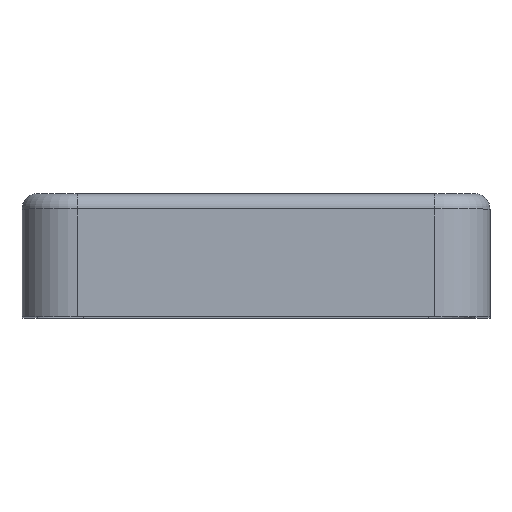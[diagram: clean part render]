
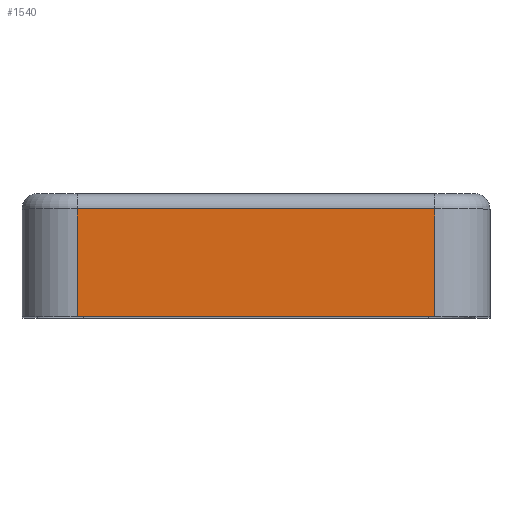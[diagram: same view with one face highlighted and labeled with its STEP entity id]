
A CAD part, top view. The second image highlights one B-rep face of the part: STEP entity #1540.
In plain terms, the highlighted planar face has unit normal (0, 0, 1).
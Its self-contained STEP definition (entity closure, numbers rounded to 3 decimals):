
#84=PLANE('',#1666);
#155=FACE_OUTER_BOUND('',#245,.T.);
#245=EDGE_LOOP('',(#1393,#1394,#1395,#1396));
#414=LINE('',#2471,#593);
#419=LINE('',#2491,#598);
#420=LINE('',#2495,#599);
#421=LINE('',#2496,#600);
#593=VECTOR('',#2022,10.);
#598=VECTOR('',#2039,10.);
#599=VECTOR('',#2044,10.);
#600=VECTOR('',#2045,10.);
#781=VERTEX_POINT('',#2468);
#782=VERTEX_POINT('',#2470);
#791=VERTEX_POINT('',#2490);
#792=VERTEX_POINT('',#2494);
#986=EDGE_CURVE('',#781,#782,#414,.T.);
#996=EDGE_CURVE('',#782,#791,#419,.T.);
#998=EDGE_CURVE('',#792,#781,#420,.T.);
#999=EDGE_CURVE('',#792,#791,#421,.T.);
#1393=ORIENTED_EDGE('',*,*,#996,.F.);
#1394=ORIENTED_EDGE('',*,*,#986,.F.);
#1395=ORIENTED_EDGE('',*,*,#998,.F.);
#1396=ORIENTED_EDGE('',*,*,#999,.T.);
#1540=ADVANCED_FACE('',(#155),#84,.T.);
#1666=AXIS2_PLACEMENT_3D('',#2493,#2042,#2043);
#2022=DIRECTION('',(-1.,0.,0.));
#2039=DIRECTION('',(0.,1.,0.));
#2042=DIRECTION('center_axis',(0.,0.,1.));
#2043=DIRECTION('ref_axis',(-1.,0.,0.));
#2044=DIRECTION('',(0.,-1.,0.));
#2045=DIRECTION('',(-1.,0.,0.));
#2468=CARTESIAN_POINT('',(5.8,-3.5,15.85));
#2470=CARTESIAN_POINT('',(-5.8,-3.5,15.85));
#2471=CARTESIAN_POINT('',(7.6,-3.5,15.85));
#2490=CARTESIAN_POINT('',(-5.8,0.,15.85));
#2491=CARTESIAN_POINT('',(-5.8,0.,15.85));
#2493=CARTESIAN_POINT('Origin',(7.6,0.,15.85));
#2494=CARTESIAN_POINT('',(5.8,0.,15.85));
#2495=CARTESIAN_POINT('',(5.8,0.,15.85));
#2496=CARTESIAN_POINT('',(7.6,0.,15.85));
